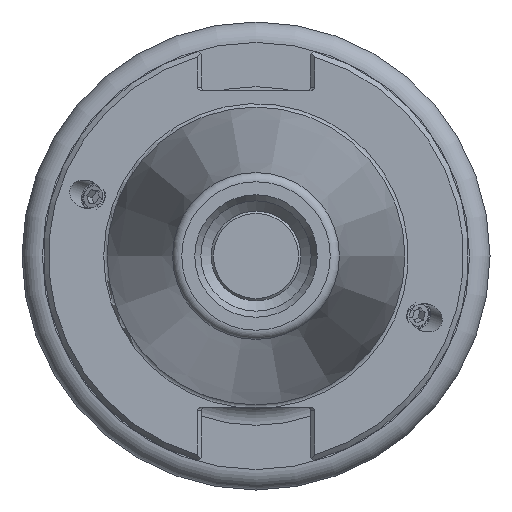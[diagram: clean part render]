
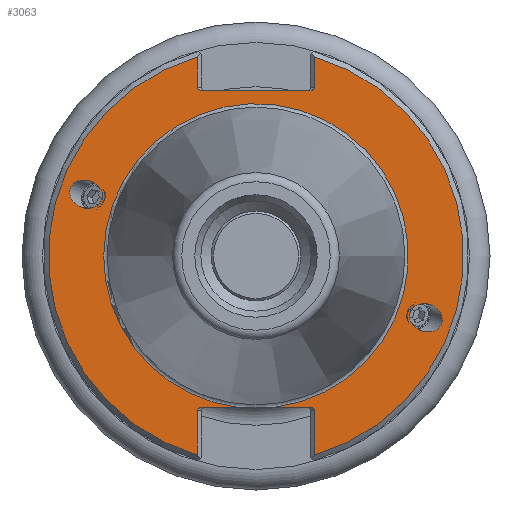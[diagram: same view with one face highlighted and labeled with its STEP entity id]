
A CAD part, left-side view. The second image highlights one B-rep face of the part: STEP entity #3063.
In plain terms, the highlighted planar face has unit normal (-1, 0, 0).
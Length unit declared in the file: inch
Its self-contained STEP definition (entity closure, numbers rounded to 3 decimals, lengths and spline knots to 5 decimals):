
#151=ELLIPSE('',#3228,0.09853,0.08071);
#152=ELLIPSE('',#3238,0.09853,0.08071);
#153=ELLIPSE('',#3310,0.02828,0.02);
#159=ELLIPSE('',#3323,0.02828,0.02);
#160=ELLIPSE('',#3327,0.02828,0.02);
#165=ELLIPSE('',#3339,0.02828,0.02);
#368=FACE_BOUND('',#855,.T.);
#369=FACE_BOUND('',#856,.T.);
#451=PLANE('',#3361);
#597=FACE_OUTER_BOUND('',#854,.T.);
#854=EDGE_LOOP('',(#2550,#2551,#2552,#2553,#2554,#2555,#2556,#2557,#2558,
#2559,#2560,#2561,#2562,#2563));
#855=EDGE_LOOP('',(#2564));
#856=EDGE_LOOP('',(#2565));
#1078=CIRCLE('',#3359,0.895);
#1080=CIRCLE('',#3362,1.22);
#1081=CIRCLE('',#3363,1.22);
#1201=LINE('',#6062,#1350);
#1209=LINE('',#6092,#1358);
#1216=LINE('',#6118,#1365);
#1224=LINE('',#6148,#1373);
#1225=LINE('',#6161,#1374);
#1228=LINE('',#6206,#1377);
#1229=LINE('',#6209,#1378);
#1350=VECTOR('',#3905,0.1782);
#1358=VECTOR('',#3931,0.1782);
#1365=VECTOR('',#3952,0.2622);
#1373=VECTOR('',#3978,0.2622);
#1374=VECTOR('',#3991,0.63343);
#1377=VECTOR('',#4022,0.205);
#1378=VECTOR('',#4027,0.205);
#1490=VERTEX_POINT('',#4681);
#1495=VERTEX_POINT('',#4696);
#1591=VERTEX_POINT('',#6040);
#1592=VERTEX_POINT('',#6042);
#1597=VERTEX_POINT('',#6058);
#1601=VERTEX_POINT('',#6079);
#1602=VERTEX_POINT('',#6081);
#1604=VERTEX_POINT('',#6091);
#1605=VERTEX_POINT('',#6097);
#1606=VERTEX_POINT('',#6098);
#1610=VERTEX_POINT('',#6114);
#1613=VERTEX_POINT('',#6133);
#1614=VERTEX_POINT('',#6135);
#1617=VERTEX_POINT('',#6147);
#1626=VERTEX_POINT('',#6189);
#1627=VERTEX_POINT('',#6190);
#1792=EDGE_CURVE('',#1490,#1490,#151,.T.);
#1797=EDGE_CURVE('',#1495,#1495,#152,.T.);
#1915=EDGE_CURVE('',#1591,#1592,#153,.T.);
#1924=EDGE_CURVE('',#1597,#1591,#1201,.T.);
#1933=EDGE_CURVE('',#1601,#1602,#159,.T.);
#1937=EDGE_CURVE('',#1602,#1604,#1209,.T.);
#1939=EDGE_CURVE('',#1605,#1606,#160,.T.);
#1949=EDGE_CURVE('',#1610,#1605,#1216,.T.);
#1957=EDGE_CURVE('',#1613,#1614,#165,.T.);
#1962=EDGE_CURVE('',#1614,#1617,#1224,.T.);
#1967=EDGE_CURVE('',#1592,#1601,#1225,.T.);
#1978=EDGE_CURVE('',#1626,#1627,#1078,.T.);
#1980=EDGE_CURVE('',#1606,#1626,#1228,.T.);
#1981=EDGE_CURVE('',#1604,#1610,#1080,.T.);
#1982=EDGE_CURVE('',#1617,#1597,#1081,.T.);
#1983=EDGE_CURVE('',#1627,#1613,#1229,.T.);
#2550=ORIENTED_EDGE('',*,*,#1978,.F.);
#2551=ORIENTED_EDGE('',*,*,#1980,.F.);
#2552=ORIENTED_EDGE('',*,*,#1939,.F.);
#2553=ORIENTED_EDGE('',*,*,#1949,.F.);
#2554=ORIENTED_EDGE('',*,*,#1981,.F.);
#2555=ORIENTED_EDGE('',*,*,#1937,.F.);
#2556=ORIENTED_EDGE('',*,*,#1933,.F.);
#2557=ORIENTED_EDGE('',*,*,#1967,.F.);
#2558=ORIENTED_EDGE('',*,*,#1915,.F.);
#2559=ORIENTED_EDGE('',*,*,#1924,.F.);
#2560=ORIENTED_EDGE('',*,*,#1982,.F.);
#2561=ORIENTED_EDGE('',*,*,#1962,.F.);
#2562=ORIENTED_EDGE('',*,*,#1957,.F.);
#2563=ORIENTED_EDGE('',*,*,#1983,.F.);
#2564=ORIENTED_EDGE('',*,*,#1792,.T.);
#2565=ORIENTED_EDGE('',*,*,#1797,.T.);
#3063=ADVANCED_FACE('',(#597,#368,#369),#451,.T.);
#3228=AXIS2_PLACEMENT_3D('',#4682,#3680,#3681);
#3238=AXIS2_PLACEMENT_3D('',#4697,#3700,#3701);
#3310=AXIS2_PLACEMENT_3D('',#6043,#3887,#3888);
#3323=AXIS2_PLACEMENT_3D('',#6082,#3923,#3924);
#3327=AXIS2_PLACEMENT_3D('',#6099,#3934,#3935);
#3339=AXIS2_PLACEMENT_3D('',#6136,#3969,#3970);
#3359=AXIS2_PLACEMENT_3D('',#6202,#4016,#4017);
#3361=AXIS2_PLACEMENT_3D('',#6205,#4020,#4021);
#3362=AXIS2_PLACEMENT_3D('',#6207,#4023,#4024);
#3363=AXIS2_PLACEMENT_3D('',#6208,#4025,#4026);
#3680=DIRECTION('center_axis',(1.,0.,0.));
#3681=DIRECTION('ref_axis',(0.,-0.94,-0.342));
#3700=DIRECTION('center_axis',(1.,0.,0.));
#3701=DIRECTION('ref_axis',(0.,0.94,0.342));
#3887=DIRECTION('center_axis',(-1.,0.,0.));
#3888=DIRECTION('ref_axis',(0.,1.,0.));
#3905=DIRECTION('',(0.,0.,-1.));
#3923=DIRECTION('center_axis',(-1.,0.,0.));
#3924=DIRECTION('ref_axis',(0.,-1.,0.));
#3931=DIRECTION('',(0.,0.,1.));
#3934=DIRECTION('center_axis',(-1.,0.,0.));
#3935=DIRECTION('ref_axis',(0.,-1.,0.));
#3952=DIRECTION('',(0.,0.,1.));
#3969=DIRECTION('center_axis',(-1.,0.,0.));
#3970=DIRECTION('ref_axis',(0.,1.,0.));
#3978=DIRECTION('',(0.,0.,-1.));
#3991=DIRECTION('',(0.,-1.,0.));
#4016=DIRECTION('center_axis',(-1.,0.,0.));
#4017=DIRECTION('ref_axis',(0.,-1.,0.));
#4020=DIRECTION('center_axis',(-1.,0.,0.));
#4021=DIRECTION('ref_axis',(0.,0.,1.));
#4022=DIRECTION('',(0.,1.,0.));
#4023=DIRECTION('center_axis',(1.,0.,0.));
#4024=DIRECTION('ref_axis',(0.,-1.,0.));
#4025=DIRECTION('center_axis',(1.,0.,0.));
#4026=DIRECTION('ref_axis',(0.,1.,0.));
#4027=DIRECTION('',(0.,1.,0.));
#4681=CARTESIAN_POINT('',(0.125,-0.90631,-0.32987));
#4682=CARTESIAN_POINT('Origin',(0.125,-0.99889,-0.36357));
#4696=CARTESIAN_POINT('',(0.125,0.90631,0.32987));
#4697=CARTESIAN_POINT('Origin',(0.125,0.99889,0.36357));
#6040=CARTESIAN_POINT('',(0.125,0.345,0.992));
#6042=CARTESIAN_POINT('',(0.125,0.31672,0.972));
#6043=CARTESIAN_POINT('Origin',(0.125,0.31672,0.992));
#6058=CARTESIAN_POINT('',(0.125,0.345,1.1702));
#6062=CARTESIAN_POINT('',(0.125,0.345,0.486));
#6079=CARTESIAN_POINT('',(0.125,-0.31672,0.972));
#6081=CARTESIAN_POINT('',(0.125,-0.345,0.992));
#6082=CARTESIAN_POINT('Origin',(0.125,-0.31672,0.992));
#6091=CARTESIAN_POINT('',(0.125,-0.345,1.1702));
#6092=CARTESIAN_POINT('',(0.125,-0.345,0.486));
#6097=CARTESIAN_POINT('',(0.125,-0.345,-0.908));
#6098=CARTESIAN_POINT('',(0.125,-0.31672,-0.888));
#6099=CARTESIAN_POINT('Origin',(0.125,-0.31672,-0.908));
#6114=CARTESIAN_POINT('',(0.125,-0.345,-1.1702));
#6118=CARTESIAN_POINT('',(0.125,-0.345,-0.444));
#6133=CARTESIAN_POINT('',(0.125,0.31672,-0.888));
#6135=CARTESIAN_POINT('',(0.125,0.345,-0.908));
#6136=CARTESIAN_POINT('Origin',(0.125,0.31672,-0.908));
#6147=CARTESIAN_POINT('',(0.125,0.345,-1.1702));
#6148=CARTESIAN_POINT('',(0.125,0.345,-0.444));
#6161=CARTESIAN_POINT('',(0.125,0.53125,0.972));
#6189=CARTESIAN_POINT('',(0.125,-0.11172,-0.888));
#6190=CARTESIAN_POINT('',(0.125,0.11172,-0.888));
#6202=CARTESIAN_POINT('Origin',(0.125,0.,0.));
#6205=CARTESIAN_POINT('Origin',(0.125,1.0625,0.));
#6206=CARTESIAN_POINT('',(0.125,0.53125,-0.888));
#6207=CARTESIAN_POINT('Origin',(0.125,0.,0.));
#6208=CARTESIAN_POINT('Origin',(0.125,0.,0.));
#6209=CARTESIAN_POINT('',(0.125,0.53125,-0.888));
